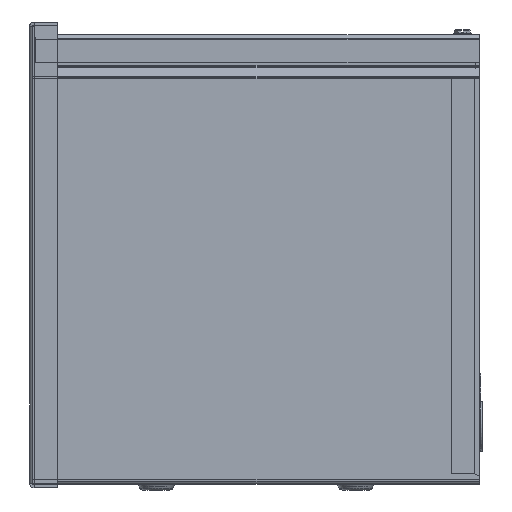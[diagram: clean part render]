
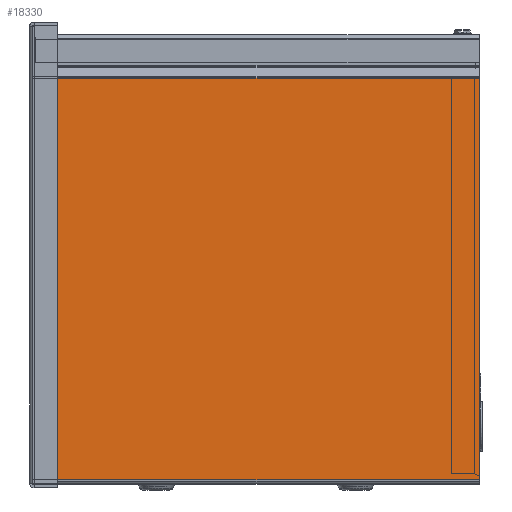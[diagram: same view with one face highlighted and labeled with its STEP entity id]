
A CAD part, left-side view. The second image highlights one B-rep face of the part: STEP entity #18330.
In plain terms, the highlighted planar face has unit normal (-1, 0, 0).
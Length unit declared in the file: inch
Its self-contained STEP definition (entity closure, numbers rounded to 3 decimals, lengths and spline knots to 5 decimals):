
#982=LINE('',#26597,#2435);
#985=LINE('',#26603,#2438);
#993=LINE('',#26626,#2446);
#994=LINE('',#26630,#2447);
#2435=VECTOR('',#21510,10.0625);
#2438=VECTOR('',#21515,9.04841);
#2446=VECTOR('',#21547,10.0625);
#2447=VECTOR('',#21554,9.04841);
#3867=PLANE('',#19494);
#4592=FACE_OUTER_BOUND('',#5690,.T.);
#5690=EDGE_LOOP('',(#12048,#12049,#12050,#12051));
#7631=VERTEX_POINT('',#26585);
#7632=VERTEX_POINT('',#26589);
#7634=VERTEX_POINT('',#26601);
#7637=VERTEX_POINT('',#26625);
#9299=EDGE_CURVE('',#7631,#7632,#982,.T.);
#9302=EDGE_CURVE('',#7634,#7632,#985,.T.);
#9314=EDGE_CURVE('',#7634,#7637,#993,.T.);
#9317=EDGE_CURVE('',#7631,#7637,#994,.T.);
#12048=ORIENTED_EDGE('',*,*,#9299,.T.);
#12049=ORIENTED_EDGE('',*,*,#9302,.F.);
#12050=ORIENTED_EDGE('',*,*,#9314,.T.);
#12051=ORIENTED_EDGE('',*,*,#9317,.F.);
#18330=ADVANCED_FACE('',(#4592),#3867,.F.);
#19494=AXIS2_PLACEMENT_3D('',#26638,#21566,#21567);
#21510=DIRECTION('',(0.,1.,0.));
#21515=DIRECTION('',(0.,0.,1.));
#21547=DIRECTION('',(0.,-1.,0.));
#21554=DIRECTION('',(0.,0.,-1.));
#21566=DIRECTION('center_axis',(1.,0.,0.));
#21567=DIRECTION('ref_axis',(0.,0.,-1.));
#26585=CARTESIAN_POINT('',(-18.0625,-5.03125,9.15366));
#26589=CARTESIAN_POINT('',(-18.0625,5.03125,9.15366));
#26597=CARTESIAN_POINT('',(-18.0625,2.51563,9.15366));
#26601=CARTESIAN_POINT('',(-18.0625,5.03125,0.10525));
#26603=CARTESIAN_POINT('',(-18.0625,5.03125,0.10525));
#26625=CARTESIAN_POINT('',(-18.0625,-5.03125,0.10525));
#26626=CARTESIAN_POINT('',(-18.0625,0.,0.10525));
#26630=CARTESIAN_POINT('',(-18.0625,-5.03125,-0.04012));
#26638=CARTESIAN_POINT('Origin',(-18.0625,0.,4.60378));
